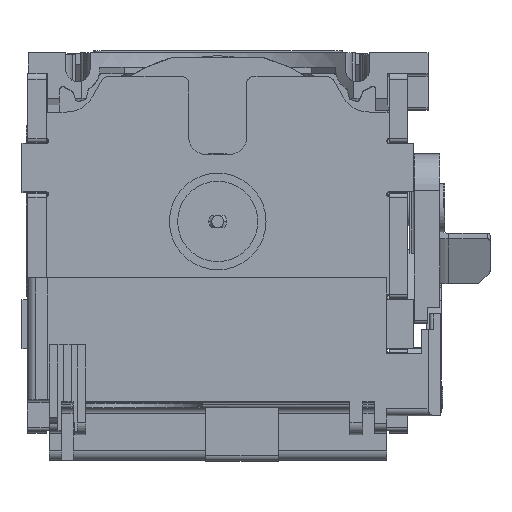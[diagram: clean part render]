
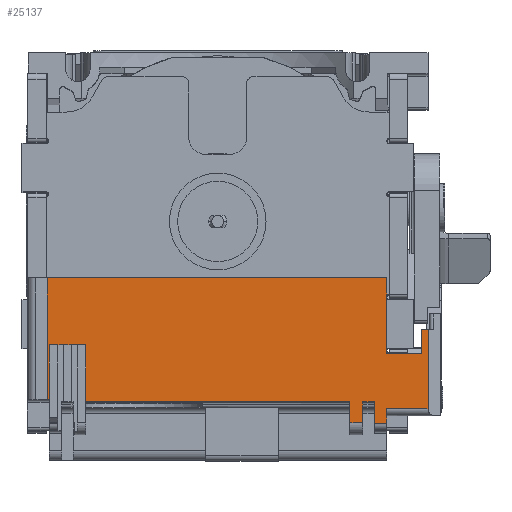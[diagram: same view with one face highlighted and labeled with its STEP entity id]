
A CAD part, top view. The second image highlights one B-rep face of the part: STEP entity #25137.
In plain terms, the highlighted planar face has unit normal (0, 0, 1).
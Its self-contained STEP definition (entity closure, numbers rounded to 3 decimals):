
#19072=DIRECTION('',(0.,1.,0.));
#19073=VECTOR('',#19072,1.2);
#19074=CARTESIAN_POINT('',(27.75,0.95,9.4));
#19075=LINE('',#19074,#19073);
#20312=DIRECTION('',(-1.,0.,0.));
#20313=VECTOR('',#20312,2.9);
#20314=CARTESIAN_POINT('',(30.65,6.7,9.4));
#20315=LINE('',#20314,#20313);
#20320=DIRECTION('',(-1.,0.,0.));
#20321=VECTOR('',#20320,0.98);
#20322=CARTESIAN_POINT('',(26.75,2.7,9.4));
#20323=LINE('',#20322,#20321);
#20324=DIRECTION('',(-1.,0.,0.));
#20325=VECTOR('',#20324,21.72);
#20326=CARTESIAN_POINT('',(24.72,2.7,9.4));
#20327=LINE('',#20326,#20325);
#20328=DIRECTION('',(0.,1.,0.));
#20329=VECTOR('',#20328,4.7);
#20330=CARTESIAN_POINT('',(3.,2.7,9.4));
#20331=LINE('',#20330,#20329);
#20332=DIRECTION('',(-1.,0.,0.));
#20333=VECTOR('',#20332,0.71);
#20334=CARTESIAN_POINT('',(3.,7.4,9.4));
#20335=LINE('',#20334,#20333);
#20336=DIRECTION('',(-1.,0.,0.));
#20337=VECTOR('',#20336,0.5);
#20338=CARTESIAN_POINT('',(2.29,7.4,9.4));
#20339=LINE('',#20338,#20337);
#20340=DIRECTION('',(-1.,0.,0.));
#20341=VECTOR('',#20340,0.6);
#20342=CARTESIAN_POINT('',(1.79,7.4,9.4));
#20343=LINE('',#20342,#20341);
#20344=DIRECTION('',(-1.,0.,0.));
#20345=VECTOR('',#20344,0.48);
#20346=CARTESIAN_POINT('',(1.19,7.4,9.4));
#20347=LINE('',#20346,#20345);
#20348=DIRECTION('',(-1.,0.,0.));
#20349=VECTOR('',#20348,0.71);
#20350=CARTESIAN_POINT('',(0.71,7.4,9.4));
#20351=LINE('',#20350,#20349);
#20352=DIRECTION('',(0.,-1.,0.));
#20353=VECTOR('',#20352,4.5);
#20354=CARTESIAN_POINT('',(0.,7.4,9.4));
#20355=LINE('',#20354,#20353);
#20356=DIRECTION('',(-1.,0.,0.));
#20357=VECTOR('',#20356,0.18);
#20358=CARTESIAN_POINT('',(0.,2.9,9.4));
#20359=LINE('',#20358,#20357);
#20360=DIRECTION('',(1.,0.,0.));
#20361=VECTOR('',#20360,27.93);
#20362=CARTESIAN_POINT('',(-0.18,12.9,9.4));
#20363=LINE('',#20362,#20361);
#20364=DIRECTION('',(0.,1.,0.));
#20365=VECTOR('',#20364,1.95);
#20366=CARTESIAN_POINT('',(30.65,6.7,9.4));
#20367=LINE('',#20366,#20365);
#20368=DIRECTION('',(1.,0.,0.));
#20369=VECTOR('',#20368,0.5);
#20370=CARTESIAN_POINT('',(30.65,8.65,9.4));
#20371=LINE('',#20370,#20369);
#20376=DIRECTION('',(1.,0.,0.));
#20377=VECTOR('',#20376,1.);
#20378=CARTESIAN_POINT('',(26.75,0.95,9.4));
#20379=LINE('',#20378,#20377);
#20884=DIRECTION('',(0.,1.,0.));
#20885=VECTOR('',#20884,6.2);
#20886=CARTESIAN_POINT('',(27.75,6.7,9.4));
#20887=LINE('',#20886,#20885);
#20896=DIRECTION('',(0.,-1.,0.));
#20897=VECTOR('',#20896,10.);
#20898=CARTESIAN_POINT('',(-0.18,12.9,9.4));
#20899=LINE('',#20898,#20897);
#21283=DIRECTION('',(0.,-1.,0.));
#21284=VECTOR('',#21283,1.7);
#21285=CARTESIAN_POINT('',(24.72,2.7,9.4));
#21286=LINE('',#21285,#21284);
#21519=DIRECTION('',(1.,0.,0.));
#21520=VECTOR('',#21519,1.05);
#21521=CARTESIAN_POINT('',(24.72,1.,9.4));
#21522=LINE('',#21521,#21520);
#21554=DIRECTION('',(0.,1.,0.));
#21555=VECTOR('',#21554,1.7);
#21556=CARTESIAN_POINT('',(25.77,1.,9.4));
#21557=LINE('',#21556,#21555);
#21607=DIRECTION('',(0.,-1.,0.));
#21608=VECTOR('',#21607,1.75);
#21609=CARTESIAN_POINT('',(26.75,2.7,9.4));
#21610=LINE('',#21609,#21608);
#21842=DIRECTION('',(1.,0.,0.));
#21843=VECTOR('',#21842,3.4);
#21844=CARTESIAN_POINT('',(27.75,2.15,9.4));
#21845=LINE('',#21844,#21843);
#21859=DIRECTION('',(0.,1.,0.));
#21860=VECTOR('',#21859,6.5);
#21861=CARTESIAN_POINT('',(31.15,2.15,9.4));
#21862=LINE('',#21861,#21860);
#22280=CARTESIAN_POINT('',(30.65,8.65,9.4));
#22281=VERTEX_POINT('',#22280);
#22282=CARTESIAN_POINT('',(30.65,6.7,9.4));
#22283=VERTEX_POINT('',#22282);
#22326=CARTESIAN_POINT('',(27.75,0.95,9.4));
#22327=VERTEX_POINT('',#22326);
#22328=CARTESIAN_POINT('',(27.75,2.15,9.4));
#22329=VERTEX_POINT('',#22328);
#22715=CARTESIAN_POINT('',(27.75,6.7,9.4));
#22716=VERTEX_POINT('',#22715);
#22717=CARTESIAN_POINT('',(26.75,0.95,9.4));
#22718=VERTEX_POINT('',#22717);
#22719=CARTESIAN_POINT('',(26.75,2.7,9.4));
#22720=VERTEX_POINT('',#22719);
#22721=CARTESIAN_POINT('',(25.77,2.7,9.4));
#22722=VERTEX_POINT('',#22721);
#22723=CARTESIAN_POINT('',(25.77,1.,9.4));
#22724=VERTEX_POINT('',#22723);
#22725=CARTESIAN_POINT('',(24.72,1.,9.4));
#22726=VERTEX_POINT('',#22725);
#22727=CARTESIAN_POINT('',(24.72,2.7,9.4));
#22728=VERTEX_POINT('',#22727);
#22729=CARTESIAN_POINT('',(3.,2.7,9.4));
#22730=VERTEX_POINT('',#22729);
#22731=CARTESIAN_POINT('',(3.,7.4,9.4));
#22732=VERTEX_POINT('',#22731);
#22733=CARTESIAN_POINT('',(2.29,7.4,9.4));
#22734=VERTEX_POINT('',#22733);
#22735=CARTESIAN_POINT('',(1.79,7.4,9.4));
#22736=VERTEX_POINT('',#22735);
#22737=CARTESIAN_POINT('',(1.19,7.4,9.4));
#22738=VERTEX_POINT('',#22737);
#22739=CARTESIAN_POINT('',(0.71,7.4,9.4));
#22740=VERTEX_POINT('',#22739);
#22741=CARTESIAN_POINT('',(0.,7.4,9.4));
#22742=VERTEX_POINT('',#22741);
#22743=CARTESIAN_POINT('',(0.,2.9,9.4));
#22744=VERTEX_POINT('',#22743);
#22745=CARTESIAN_POINT('',(-0.18,2.9,9.4));
#22746=VERTEX_POINT('',#22745);
#22747=CARTESIAN_POINT('',(-0.18,12.9,9.4));
#22748=VERTEX_POINT('',#22747);
#22749=CARTESIAN_POINT('',(27.75,12.9,9.4));
#22750=VERTEX_POINT('',#22749);
#22751=CARTESIAN_POINT('',(31.15,8.65,9.4));
#22752=VERTEX_POINT('',#22751);
#22753=CARTESIAN_POINT('',(31.15,2.15,9.4));
#22754=VERTEX_POINT('',#22753);
#25085=CARTESIAN_POINT('',(0.,0.,9.4));
#25086=DIRECTION('',(0.,0.,1.));
#25087=DIRECTION('',(0.,1.,0.));
#25088=AXIS2_PLACEMENT_3D('',#25085,#25086,#25087);
#25089=PLANE('',#25088);
#25091=ORIENTED_EDGE('',*,*,#25090,.F.);
#25093=ORIENTED_EDGE('',*,*,#25092,.F.);
#25095=ORIENTED_EDGE('',*,*,#25094,.T.);
#25097=ORIENTED_EDGE('',*,*,#25096,.F.);
#25099=ORIENTED_EDGE('',*,*,#25098,.F.);
#25101=ORIENTED_EDGE('',*,*,#25100,.F.);
#25103=ORIENTED_EDGE('',*,*,#25102,.T.);
#25105=ORIENTED_EDGE('',*,*,#25104,.T.);
#25107=ORIENTED_EDGE('',*,*,#25106,.T.);
#25109=ORIENTED_EDGE('',*,*,#25108,.T.);
#25111=ORIENTED_EDGE('',*,*,#25110,.T.);
#25113=ORIENTED_EDGE('',*,*,#25112,.T.);
#25115=ORIENTED_EDGE('',*,*,#25114,.T.);
#25117=ORIENTED_EDGE('',*,*,#25116,.T.);
#25119=ORIENTED_EDGE('',*,*,#25118,.T.);
#25121=ORIENTED_EDGE('',*,*,#25120,.F.);
#25123=ORIENTED_EDGE('',*,*,#25122,.T.);
#25125=ORIENTED_EDGE('',*,*,#25124,.F.);
#25126=ORIENTED_EDGE('',*,*,#25078,.F.);
#25127=ORIENTED_EDGE('',*,*,#23450,.T.);
#25129=ORIENTED_EDGE('',*,*,#25128,.T.);
#25131=ORIENTED_EDGE('',*,*,#25130,.F.);
#25133=ORIENTED_EDGE('',*,*,#25132,.F.);
#25134=ORIENTED_EDGE('',*,*,#23551,.F.);
#25135=EDGE_LOOP('',(#25091,#25093,#25095,#25097,#25099,#25101,#25103,#25105,
#25107,#25109,#25111,#25113,#25115,#25117,#25119,#25121,#25123,#25125,#25126,
#25127,#25129,#25131,#25133,#25134));
#25136=FACE_OUTER_BOUND('',#25135,.F.);
#25137=ADVANCED_FACE('',(#25136),#25089,.T.);
#23450=EDGE_CURVE('',#22283,#22281,#20367,.T.);
#23551=EDGE_CURVE('',#22327,#22329,#19075,.T.);
#25078=EDGE_CURVE('',#22283,#22716,#20315,.T.);
#25090=EDGE_CURVE('',#22718,#22327,#20379,.T.);
#25092=EDGE_CURVE('',#22720,#22718,#21610,.T.);
#25094=EDGE_CURVE('',#22720,#22722,#20323,.T.);
#25096=EDGE_CURVE('',#22724,#22722,#21557,.T.);
#25098=EDGE_CURVE('',#22726,#22724,#21522,.T.);
#25100=EDGE_CURVE('',#22728,#22726,#21286,.T.);
#25102=EDGE_CURVE('',#22728,#22730,#20327,.T.);
#25104=EDGE_CURVE('',#22730,#22732,#20331,.T.);
#25106=EDGE_CURVE('',#22732,#22734,#20335,.T.);
#25108=EDGE_CURVE('',#22734,#22736,#20339,.T.);
#25110=EDGE_CURVE('',#22736,#22738,#20343,.T.);
#25112=EDGE_CURVE('',#22738,#22740,#20347,.T.);
#25114=EDGE_CURVE('',#22740,#22742,#20351,.T.);
#25116=EDGE_CURVE('',#22742,#22744,#20355,.T.);
#25118=EDGE_CURVE('',#22744,#22746,#20359,.T.);
#25120=EDGE_CURVE('',#22748,#22746,#20899,.T.);
#25122=EDGE_CURVE('',#22748,#22750,#20363,.T.);
#25124=EDGE_CURVE('',#22716,#22750,#20887,.T.);
#25128=EDGE_CURVE('',#22281,#22752,#20371,.T.);
#25130=EDGE_CURVE('',#22754,#22752,#21862,.T.);
#25132=EDGE_CURVE('',#22329,#22754,#21845,.T.);
